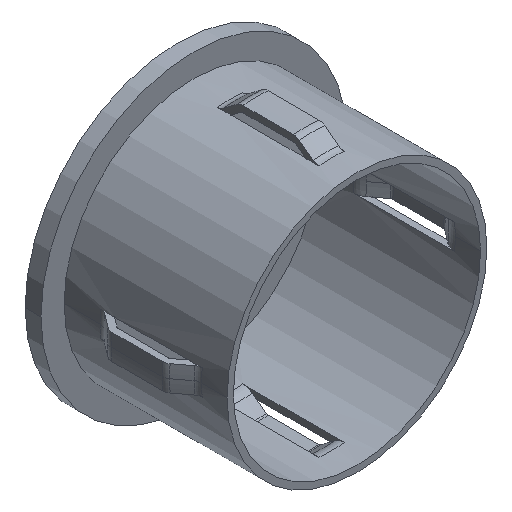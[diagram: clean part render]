
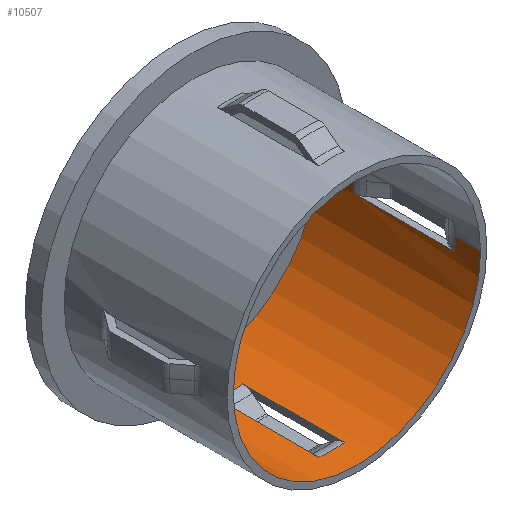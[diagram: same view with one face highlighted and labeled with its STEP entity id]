
A CAD part, isometric view. The second image highlights one B-rep face of the part: STEP entity #10507.
In plain terms, the highlighted cylindrical face has radius 19.5 mm (diameter 39 mm), a partial arc.
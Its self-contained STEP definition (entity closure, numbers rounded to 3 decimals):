
#538 = CARTESIAN_POINT ( 'NONE',  ( 19.5, 25.7, 0. ) ) ;
#551 = CARTESIAN_POINT ( 'NONE',  ( 19.397, 20., -2. ) ) ;
#614 = VERTEX_POINT ( 'NONE', #2845 ) ;
#674 = CARTESIAN_POINT ( 'NONE',  ( 19.5, 0., 0. ) ) ;
#801 = DIRECTION ( 'NONE',  ( 0., 1., 0. ) ) ;
#834 = DIRECTION ( 'NONE',  ( -1., 0., 0. ) ) ;
#980 = LINE ( 'NONE', #4173, #5303 ) ;
#1133 = AXIS2_PLACEMENT_3D ( 'NONE', #2758, #6013, #10841 ) ;
#1199 = DIRECTION ( 'NONE',  ( 0., 1., 0. ) ) ;
#1374 = VERTEX_POINT ( 'NONE', #14369 ) ;
#1749 = EDGE_CURVE ( 'NONE', #11266, #10089, #8802, .T. ) ;
#1889 = EDGE_CURVE ( 'NONE', #11266, #614, #13156, .T. ) ;
#1956 = AXIS2_PLACEMENT_3D ( 'NONE', #4652, #1199, #3640 ) ;
#2023 = VERTEX_POINT ( 'NONE', #674 ) ;
#2106 = LINE ( 'NONE', #8777, #6787 ) ;
#2178 = DIRECTION ( 'NONE',  ( 0., 1., 0. ) ) ;
#2261 = DIRECTION ( 'NONE',  ( 0., 1., 0. ) ) ;
#2274 = ORIENTED_EDGE ( 'NONE', *, *, #3721, .T. ) ;
#2276 = VECTOR ( 'NONE', #801, 1000. ) ;
#2405 = CARTESIAN_POINT ( 'NONE',  ( -19.5, 28.2, 0. ) ) ;
#2463 = VECTOR ( 'NONE', #8257, 1000. ) ;
#2498 = VERTEX_POINT ( 'NONE', #4810 ) ;
#2657 = EDGE_CURVE ( 'NONE', #13935, #6514, #13874, .T. ) ;
#2758 = CARTESIAN_POINT ( 'NONE',  ( 0., 0., 0. ) ) ;
#2845 = CARTESIAN_POINT ( 'NONE',  ( 2., 4., -19.397 ) ) ;
#2886 = LINE ( 'NONE', #8409, #12499 ) ;
#2948 = EDGE_CURVE ( 'NONE', #11167, #5412, #980, .T. ) ;
#3082 = CIRCLE ( 'NONE', #1133, 19.5 ) ;
#3362 = CARTESIAN_POINT ( 'NONE',  ( 0., 28.2, 0. ) ) ;
#3411 = DIRECTION ( 'NONE',  ( -1., 0., 0. ) ) ;
#3460 = VECTOR ( 'NONE', #11506, 1000. ) ;
#3494 = DIRECTION ( 'NONE',  ( 0., 1., 0. ) ) ;
#3548 = CARTESIAN_POINT ( 'NONE',  ( -19.397, 20., -2. ) ) ;
#3640 = DIRECTION ( 'NONE',  ( -1., 0., 0. ) ) ;
#3721 = EDGE_CURVE ( 'NONE', #13804, #10474, #2106, .T. ) ;
#4002 = CIRCLE ( 'NONE', #9549, 19.5 ) ;
#4046 = AXIS2_PLACEMENT_3D ( 'NONE', #14844, #10160, #834 ) ;
#4080 = ORIENTED_EDGE ( 'NONE', *, *, #1889, .T. ) ;
#4173 = CARTESIAN_POINT ( 'NONE',  ( 19.397, 51.725, -2. ) ) ;
#4393 = EDGE_CURVE ( 'NONE', #6514, #12847, #11120, .T. ) ;
#4449 = CARTESIAN_POINT ( 'NONE',  ( -2., 20., -19.397 ) ) ;
#4534 = VERTEX_POINT ( 'NONE', #5064 ) ;
#4652 = CARTESIAN_POINT ( 'NONE',  ( 0., 4., 0. ) ) ;
#4775 = DIRECTION ( 'NONE',  ( 0., 1., 0. ) ) ;
#4810 = CARTESIAN_POINT ( 'NONE',  ( 19.5, 4., 0. ) ) ;
#4848 = EDGE_CURVE ( 'NONE', #2498, #5412, #14956, .T. ) ;
#5030 = ORIENTED_EDGE ( 'NONE', *, *, #2948, .F. ) ;
#5064 = CARTESIAN_POINT ( 'NONE',  ( -2., 4., -19.397 ) ) ;
#5303 = VECTOR ( 'NONE', #6478, 1000. ) ;
#5412 = VERTEX_POINT ( 'NONE', #13146 ) ;
#5446 = CARTESIAN_POINT ( 'NONE',  ( 19.5, 28.2, 0. ) ) ;
#5535 = DIRECTION ( 'NONE',  ( -1., 0., 0. ) ) ;
#5831 = AXIS2_PLACEMENT_3D ( 'NONE', #11622, #4775, #6231 ) ;
#5957 = DIRECTION ( 'NONE',  ( 0., 1., 0. ) ) ;
#5985 = EDGE_CURVE ( 'NONE', #10514, #1374, #8743, .T. ) ;
#6013 = DIRECTION ( 'NONE',  ( 0., 1., 0. ) ) ;
#6231 = DIRECTION ( 'NONE',  ( -1., 0., 0. ) ) ;
#6395 = CARTESIAN_POINT ( 'NONE',  ( 0., 20., 0. ) ) ;
#6464 = ORIENTED_EDGE ( 'NONE', *, *, #11399, .T. ) ;
#6478 = DIRECTION ( 'NONE',  ( 0., -1., 0. ) ) ;
#6514 = VERTEX_POINT ( 'NONE', #538 ) ;
#6532 = DIRECTION ( 'NONE',  ( 0., -1., 0. ) ) ;
#6543 = DIRECTION ( 'NONE',  ( 0., 1., 0. ) ) ;
#6649 = ORIENTED_EDGE ( 'NONE', *, *, #4848, .T. ) ;
#6787 = VECTOR ( 'NONE', #6532, 1000. ) ;
#6863 = CIRCLE ( 'NONE', #4046, 19.5 ) ;
#7063 = ORIENTED_EDGE ( 'NONE', *, *, #4393, .T. ) ;
#7339 = DIRECTION ( 'NONE',  ( 0., -1., 0. ) ) ;
#7369 = AXIS2_PLACEMENT_3D ( 'NONE', #12573, #2178, #5535 ) ;
#7428 = CARTESIAN_POINT ( 'NONE',  ( 2., 20., -19.397 ) ) ;
#7609 = FACE_BOUND ( 'NONE', #8668, .T. ) ;
#7748 = CIRCLE ( 'NONE', #12527, 19.5 ) ;
#8084 = EDGE_CURVE ( 'NONE', #9249, #12847, #8521, .T. ) ;
#8257 = DIRECTION ( 'NONE',  ( 0., -1., 0. ) ) ;
#8326 = DIRECTION ( 'NONE',  ( 0., 1., 0. ) ) ;
#8390 = DIRECTION ( 'NONE',  ( -1., 0., 0. ) ) ;
#8409 = CARTESIAN_POINT ( 'NONE',  ( -2., 51.725, -19.397 ) ) ;
#8521 = LINE ( 'NONE', #2405, #3460 ) ;
#8668 = EDGE_LOOP ( 'NONE', ( #4080, #8991, #9754, #10942 ) ) ;
#8743 = LINE ( 'NONE', #14756, #14017 ) ;
#8768 = CARTESIAN_POINT ( 'NONE',  ( -19.5, 25.7, 0. ) ) ;
#8777 = CARTESIAN_POINT ( 'NONE',  ( -19.397, 51.725, -2. ) ) ;
#8802 = CIRCLE ( 'NONE', #5831, 19.5 ) ;
#8991 = ORIENTED_EDGE ( 'NONE', *, *, #9728, .T. ) ;
#9055 = EDGE_CURVE ( 'NONE', #13804, #9249, #4002, .T. ) ;
#9135 = CARTESIAN_POINT ( 'NONE',  ( -19.397, 4., -2. ) ) ;
#9249 = VERTEX_POINT ( 'NONE', #13771 ) ;
#9273 = AXIS2_PLACEMENT_3D ( 'NONE', #9406, #5957, #8390 ) ;
#9406 = CARTESIAN_POINT ( 'NONE',  ( 0., 4., 0. ) ) ;
#9549 = AXIS2_PLACEMENT_3D ( 'NONE', #6395, #8326, #11071 ) ;
#9712 = ORIENTED_EDGE ( 'NONE', *, *, #8084, .F. ) ;
#9728 = EDGE_CURVE ( 'NONE', #614, #4534, #13605, .T. ) ;
#9754 = ORIENTED_EDGE ( 'NONE', *, *, #12777, .F. ) ;
#10038 = DIRECTION ( 'NONE',  ( -1., 0., 0. ) ) ;
#10089 = VERTEX_POINT ( 'NONE', #4449 ) ;
#10091 = ORIENTED_EDGE ( 'NONE', *, *, #9055, .F. ) ;
#10160 = DIRECTION ( 'NONE',  ( 0., 1., 0. ) ) ;
#10173 = DIRECTION ( 'NONE',  ( 0., 1., 0. ) ) ;
#10474 = VERTEX_POINT ( 'NONE', #9135 ) ;
#10507 = ADVANCED_FACE ( 'NONE', ( #7609, #14893 ), #12159, .F. ) ;
#10514 = VERTEX_POINT ( 'NONE', #13861 ) ;
#10535 = AXIS2_PLACEMENT_3D ( 'NONE', #3362, #2261, #3411 ) ;
#10841 = DIRECTION ( 'NONE',  ( -1., 0., 0. ) ) ;
#10942 = ORIENTED_EDGE ( 'NONE', *, *, #1749, .F. ) ;
#11071 = DIRECTION ( 'NONE',  ( -1., 0., 0. ) ) ;
#11120 = CIRCLE ( 'NONE', #7369, 19.5 ) ;
#11167 = VERTEX_POINT ( 'NONE', #551 ) ;
#11266 = VERTEX_POINT ( 'NONE', #7428 ) ;
#11399 = EDGE_CURVE ( 'NONE', #10474, #1374, #6863, .T. ) ;
#11506 = DIRECTION ( 'NONE',  ( 0., 1., 0. ) ) ;
#11622 = CARTESIAN_POINT ( 'NONE',  ( 0., 20., 0. ) ) ;
#11990 = EDGE_CURVE ( 'NONE', #2023, #10514, #3082, .T. ) ;
#12127 = ORIENTED_EDGE ( 'NONE', *, *, #5985, .F. ) ;
#12159 = CYLINDRICAL_SURFACE ( 'NONE', #10535, 19.5 ) ;
#12466 = EDGE_CURVE ( 'NONE', #13935, #11167, #7748, .T. ) ;
#12499 = VECTOR ( 'NONE', #7339, 1000. ) ;
#12527 = AXIS2_PLACEMENT_3D ( 'NONE', #14731, #6543, #10038 ) ;
#12573 = CARTESIAN_POINT ( 'NONE',  ( 0., 25.7, 0. ) ) ;
#12668 = ORIENTED_EDGE ( 'NONE', *, *, #11990, .F. ) ;
#12777 = EDGE_CURVE ( 'NONE', #10089, #4534, #2886, .T. ) ;
#12829 = CARTESIAN_POINT ( 'NONE',  ( 19.5, 28.2, 0. ) ) ;
#12847 = VERTEX_POINT ( 'NONE', #8768 ) ;
#12854 = LINE ( 'NONE', #12829, #13757 ) ;
#13054 = EDGE_CURVE ( 'NONE', #2023, #2498, #12854, .T. ) ;
#13127 = ORIENTED_EDGE ( 'NONE', *, *, #2657, .T. ) ;
#13146 = CARTESIAN_POINT ( 'NONE',  ( 19.397, 4., -2. ) ) ;
#13156 = LINE ( 'NONE', #14104, #2463 ) ;
#13173 = CARTESIAN_POINT ( 'NONE',  ( 19.5, 20., 0. ) ) ;
#13605 = CIRCLE ( 'NONE', #9273, 19.5 ) ;
#13757 = VECTOR ( 'NONE', #3494, 1000. ) ;
#13771 = CARTESIAN_POINT ( 'NONE',  ( -19.5, 20., 0. ) ) ;
#13804 = VERTEX_POINT ( 'NONE', #3548 ) ;
#13861 = CARTESIAN_POINT ( 'NONE',  ( -19.5, 0., 0. ) ) ;
#13874 = LINE ( 'NONE', #5446, #2276 ) ;
#13933 = ORIENTED_EDGE ( 'NONE', *, *, #12466, .F. ) ;
#13935 = VERTEX_POINT ( 'NONE', #13173 ) ;
#13975 = ORIENTED_EDGE ( 'NONE', *, *, #13054, .T. ) ;
#14017 = VECTOR ( 'NONE', #10173, 1000. ) ;
#14104 = CARTESIAN_POINT ( 'NONE',  ( 2., 51.725, -19.397 ) ) ;
#14369 = CARTESIAN_POINT ( 'NONE',  ( -19.5, 4., 0. ) ) ;
#14481 = EDGE_LOOP ( 'NONE', ( #12668, #13975, #6649, #5030, #13933, #13127, #7063, #9712, #10091, #2274, #6464, #12127 ) ) ;
#14731 = CARTESIAN_POINT ( 'NONE',  ( 0., 20., 0. ) ) ;
#14756 = CARTESIAN_POINT ( 'NONE',  ( -19.5, 28.2, 0. ) ) ;
#14844 = CARTESIAN_POINT ( 'NONE',  ( 0., 4., 0. ) ) ;
#14893 = FACE_OUTER_BOUND ( 'NONE', #14481, .T. ) ;
#14956 = CIRCLE ( 'NONE', #1956, 19.5 ) ;
